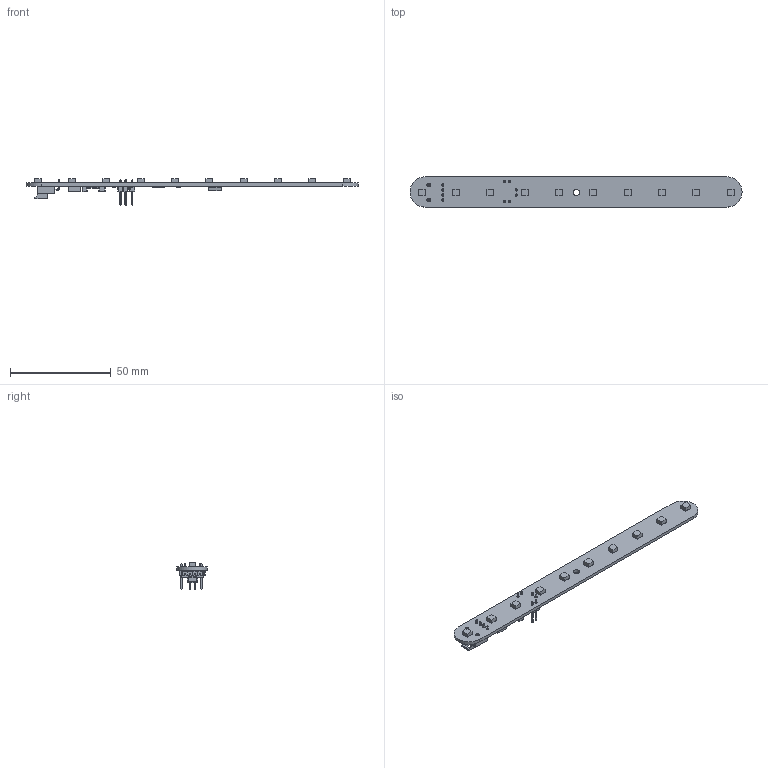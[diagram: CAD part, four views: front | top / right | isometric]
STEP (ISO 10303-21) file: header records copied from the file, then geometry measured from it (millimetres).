
FILE_DESCRIPTION(('Open CASCADE Model'),'2;1');
FILE_NAME('Open CASCADE Shape Model','2023-01-16T11:38:11',('Author'),( 'Open CASCADE'),'Open CASCADE STEP processor 7.5','Open CASCADE 7.5' ,'Unknown');
FILE_SCHEMA(('AUTOMOTIVE_DESIGN { 1 0 10303 214 1 1 1 1 }'));
Length unit declared in the file: millimetre
Products named in the file (1): PCB
Bounding box: 164.75 x 15 x 13.17 mm (x, y, z)
Volume: 4451.9 mm3; surface area: 8433.3 mm2
Topology: 130 solids, 137 shells, 1562 faces, 3752 edges, 2406 vertices
Faces by surface type: plane 1260, cylinder 220, sphere 42, bspline 24, revolution 8, cone 8
Full cylindrical faces by diameter (mm): 0.55 x1, 1.1 x6, 1.2 x4, 1.6 x2, 1.8 x2, 3.2 x1
Entity records: 45672 total; most frequent: CARTESIAN_POINT 9807, ORIENTED_EDGE 7214, DIRECTION 6597, EDGE_CURVE 3619, LINE 2577, VECTOR 2577, VERTEX_POINT 2337, AXIS2_PLACEMENT_3D 2006
